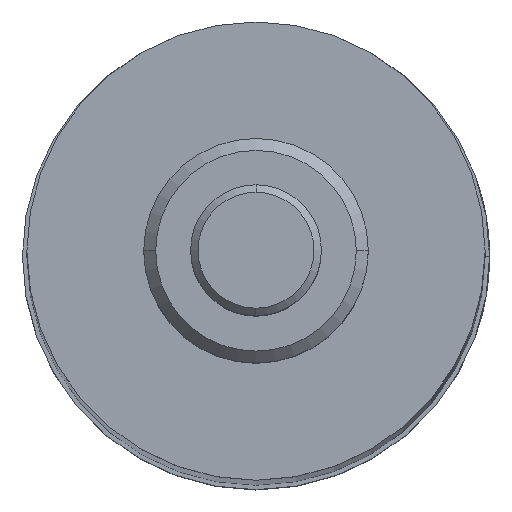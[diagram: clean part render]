
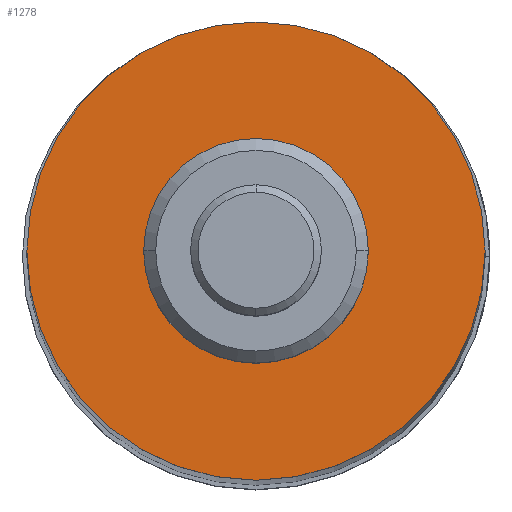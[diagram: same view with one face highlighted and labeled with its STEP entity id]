
A CAD part, top view. The second image highlights one B-rep face of the part: STEP entity #1278.
In plain terms, the highlighted face is planar.
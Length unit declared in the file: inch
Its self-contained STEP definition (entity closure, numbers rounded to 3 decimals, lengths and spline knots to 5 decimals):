
#32 = CARTESIAN_POINT ( 'NONE',  ( 0.88, 0., 0. ) ) ;
#53 = EDGE_CURVE ( 'NONE', #1904, #267, #1741, .T. ) ;
#84 = CARTESIAN_POINT ( 'NONE',  ( 0.88, 0.765, 0. ) ) ;
#178 = ORIENTED_EDGE ( 'NONE', *, *, #53, .T. ) ;
#186 = CARTESIAN_POINT ( 'NONE',  ( 0.88, -0.37375, 0. ) ) ;
#227 = DIRECTION ( 'NONE',  ( 0., -1., 0. ) ) ;
#267 = VERTEX_POINT ( 'NONE', #1691 ) ;
#280 = DIRECTION ( 'NONE',  ( 0., 0., -1. ) ) ;
#348 = AXIS2_PLACEMENT_3D ( 'NONE', #2031, #894, #2210 ) ;
#447 = EDGE_CURVE ( 'NONE', #1619, #770, #2051, .T. ) ;
#498 = FACE_BOUND ( 'NONE', #2225, .T. ) ;
#511 = AXIS2_PLACEMENT_3D ( 'NONE', #84, #1415, #280 ) ;
#516 = CARTESIAN_POINT ( 'NONE',  ( 0.88, 0., 0. ) ) ;
#555 = CIRCLE ( 'NONE', #2385, 0.765 ) ;
#619 = FACE_OUTER_BOUND ( 'NONE', #935, .T. ) ;
#700 = DIRECTION ( 'NONE',  ( 0., 0., 1. ) ) ;
#770 = VERTEX_POINT ( 'NONE', #871 ) ;
#837 = CARTESIAN_POINT ( 'NONE',  ( 0.88, 0., 0. ) ) ;
#841 = ORIENTED_EDGE ( 'NONE', *, *, #842, .F. ) ;
#842 = EDGE_CURVE ( 'NONE', #770, #1619, #2274, .T. ) ;
#871 = CARTESIAN_POINT ( 'NONE',  ( 0.88, 0.37375, 0. ) ) ;
#894 = DIRECTION ( 'NONE',  ( -1., 0., 0. ) ) ;
#935 = EDGE_LOOP ( 'NONE', ( #178, #1731 ) ) ;
#1024 = DIRECTION ( 'NONE',  ( 0., 0., 1. ) ) ;
#1278 = ADVANCED_FACE ( 'NONE', ( #498, #619 ), #1980, .F. ) ;
#1359 = DIRECTION ( 'NONE',  ( -1., 0., 0. ) ) ;
#1415 = DIRECTION ( 'NONE',  ( 1., 0., 0. ) ) ;
#1463 = AXIS2_PLACEMENT_3D ( 'NONE', #32, #1359, #227 ) ;
#1502 = CARTESIAN_POINT ( 'NONE',  ( 0.88, 0., 0.765 ) ) ;
#1619 = VERTEX_POINT ( 'NONE', #186 ) ;
#1689 = AXIS2_PLACEMENT_3D ( 'NONE', #516, #1839, #700 ) ;
#1691 = CARTESIAN_POINT ( 'NONE',  ( 0.88, 0., -0.765 ) ) ;
#1731 = ORIENTED_EDGE ( 'NONE', *, *, #2157, .T. ) ;
#1741 = CIRCLE ( 'NONE', #1689, 0.765 ) ;
#1839 = DIRECTION ( 'NONE',  ( -1., 0., 0. ) ) ;
#1904 = VERTEX_POINT ( 'NONE', #1502 ) ;
#1980 = PLANE ( 'NONE',  #511 ) ;
#2031 = CARTESIAN_POINT ( 'NONE',  ( 0.88, 0., 0. ) ) ;
#2051 = CIRCLE ( 'NONE', #1463, 0.37375 ) ;
#2157 = EDGE_CURVE ( 'NONE', #267, #1904, #555, .T. ) ;
#2161 = DIRECTION ( 'NONE',  ( -1., 0., 0. ) ) ;
#2210 = DIRECTION ( 'NONE',  ( 0., -1., 0. ) ) ;
#2225 = EDGE_LOOP ( 'NONE', ( #2250, #841 ) ) ;
#2250 = ORIENTED_EDGE ( 'NONE', *, *, #447, .F. ) ;
#2274 = CIRCLE ( 'NONE', #348, 0.37375 ) ;
#2385 = AXIS2_PLACEMENT_3D ( 'NONE', #837, #2161, #1024 ) ;
